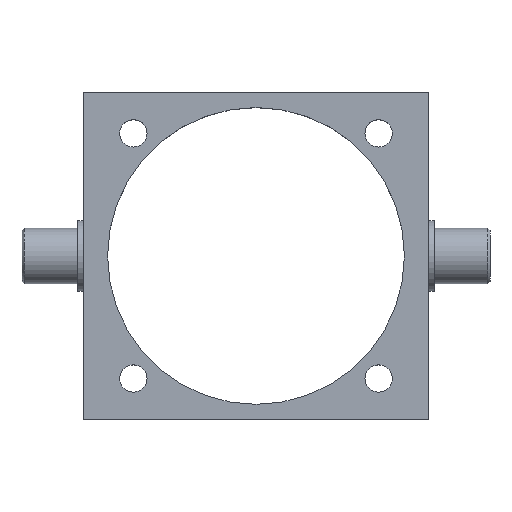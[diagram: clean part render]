
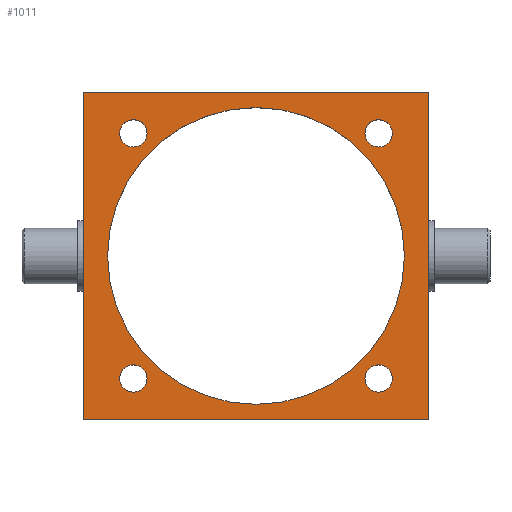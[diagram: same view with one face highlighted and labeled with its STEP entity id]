
A CAD part, top view. The second image highlights one B-rep face of the part: STEP entity #1011.
In plain terms, the highlighted planar face has unit normal (0, 0, 1).
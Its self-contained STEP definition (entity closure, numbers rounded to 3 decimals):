
#10 = AXIS2_PLACEMENT_3D ( 'NONE', #2025, #2034, #2035 ) ;
#16 = AXIS2_PLACEMENT_3D ( 'NONE', #1978, #2020, #2021 ) ;
#19 = AXIS2_PLACEMENT_3D ( 'NONE', #2019, #2026, #2027 ) ;
#38 = EDGE_LOOP ( 'NONE', ( #1314, #1458 ) ) ;
#40 = EDGE_LOOP ( 'NONE', ( #1466, #1460 ) ) ;
#45 = EDGE_LOOP ( 'NONE', ( #1424, #1428, #1412, #1429 ) ) ;
#60 = EDGE_LOOP ( 'NONE', ( #1394, #1461 ) ) ;
#125 = EDGE_LOOP ( 'NONE', ( #1346, #1348 ) ) ;
#175 = EDGE_LOOP ( 'NONE', ( #1437, #1427 ) ) ;
#294 = DIRECTION ( 'NONE',  ( 0., 0., -1. ) ) ;
#295 = CARTESIAN_POINT ( 'NONE',  ( -55., 55., 16. ) ) ;
#309 = CARTESIAN_POINT ( 'NONE',  ( -55., 55., 16. ) ) ;
#310 = DIRECTION ( 'NONE',  ( -1., 0., 0. ) ) ;
#313 = DIRECTION ( 'NONE',  ( 0., 0., -1. ) ) ;
#344 = VERTEX_POINT ( 'NONE', #858 ) ;
#348 = VERTEX_POINT ( 'NONE', #931 ) ;
#365 = VERTEX_POINT ( 'NONE', #925 ) ;
#449 = CARTESIAN_POINT ( 'NONE',  ( 77.5, 73.5, 16. ) ) ;
#451 = PLANE ( 'NONE',  #1112 ) ;
#452 = DIRECTION ( 'NONE',  ( 0., 0., -1. ) ) ;
#455 = DIRECTION ( 'NONE',  ( -1., 0., 0. ) ) ;
#465 = CARTESIAN_POINT ( 'NONE',  ( 77.5, -73.5, 16. ) ) ;
#468 = CARTESIAN_POINT ( 'NONE',  ( -55., -55., 16. ) ) ;
#483 = DIRECTION ( 'NONE',  ( 1., 0., 0. ) ) ;
#490 = DIRECTION ( 'NONE',  ( 0., 0., 1. ) ) ;
#492 = CARTESIAN_POINT ( 'NONE',  ( -77.5, -73.5, 16. ) ) ;
#542 = CARTESIAN_POINT ( 'NONE',  ( 55., 55., 16. ) ) ;
#564 = DIRECTION ( 'NONE',  ( 0., 1., 0. ) ) ;
#585 = CARTESIAN_POINT ( 'NONE',  ( -77.5, 73.5, 16. ) ) ;
#611 = CARTESIAN_POINT ( 'NONE',  ( -77.5, 73.5, 16. ) ) ;
#615 = DIRECTION ( 'NONE',  ( -1., 0., 0. ) ) ;
#627 = CARTESIAN_POINT ( 'NONE',  ( -77.5, -73.5, 16. ) ) ;
#637 = CARTESIAN_POINT ( 'NONE',  ( 77.5, -73.5, 16. ) ) ;
#652 = CARTESIAN_POINT ( 'NONE',  ( -61.125, -55., 16. ) ) ;
#653 = CARTESIAN_POINT ( 'NONE',  ( -48.875, -55., 16. ) ) ;
#658 = CARTESIAN_POINT ( 'NONE',  ( -61.125, 55., 16. ) ) ;
#663 = VERTEX_POINT ( 'NONE', #658 ) ;
#666 = CARTESIAN_POINT ( 'NONE',  ( 61.125, 55., 16. ) ) ;
#670 = CARTESIAN_POINT ( 'NONE',  ( 48.875, -55., 16. ) ) ;
#677 = CARTESIAN_POINT ( 'NONE',  ( 48.875, 55., 16. ) ) ;
#685 = DIRECTION ( 'NONE',  ( 0., 0., -1. ) ) ;
#686 = DIRECTION ( 'NONE',  ( -1., 0., 0. ) ) ;
#786 = CARTESIAN_POINT ( 'NONE',  ( 0., 0., 16. ) ) ;
#798 = VERTEX_POINT ( 'NONE', #666 ) ;
#802 = VERTEX_POINT ( 'NONE', #670 ) ;
#810 = VERTEX_POINT ( 'NONE', #653 ) ;
#812 = VERTEX_POINT ( 'NONE', #652 ) ;
#825 = VERTEX_POINT ( 'NONE', #637 ) ;
#826 = VERTEX_POINT ( 'NONE', #677 ) ;
#858 = CARTESIAN_POINT ( 'NONE',  ( -77.5, -73.5, 16. ) ) ;
#863 = VERTEX_POINT ( 'NONE', #952 ) ;
#874 = DIRECTION ( 'NONE',  ( 0., -1., 0. ) ) ;
#876 = CARTESIAN_POINT ( 'NONE',  ( 0., 0., 16. ) ) ;
#877 = DIRECTION ( 'NONE',  ( 0., 0., 1. ) ) ;
#878 = DIRECTION ( 'NONE',  ( 1., 0., 0. ) ) ;
#896 = VERTEX_POINT ( 'NONE', #585 ) ;
#907 = VERTEX_POINT ( 'NONE', #958 ) ;
#911 = VERTEX_POINT ( 'NONE', #954 ) ;
#925 = CARTESIAN_POINT ( 'NONE',  ( -66.6, 0., 16. ) ) ;
#931 = CARTESIAN_POINT ( 'NONE',  ( 77.5, 73.5, 16. ) ) ;
#952 = CARTESIAN_POINT ( 'NONE',  ( 66.6, 0., 16. ) ) ;
#954 = CARTESIAN_POINT ( 'NONE',  ( -48.875, 55., 16. ) ) ;
#958 = CARTESIAN_POINT ( 'NONE',  ( 61.125, -55., 16. ) ) ;
#980 = DIRECTION ( 'NONE',  ( 1., 0., 0. ) ) ;
#984 = DIRECTION ( 'NONE',  ( -1., 0., 0. ) ) ;
#1011 = ADVANCED_FACE ( 'NONE', ( #1498, #1623, #1650, #1626, #1488, #1634 ), #451, .F. ) ;
#1049 = EDGE_CURVE ( 'NONE', #825, #348, #1532, .T. ) ;
#1051 = EDGE_CURVE ( 'NONE', #365, #863, #2227, .T. ) ;
#1059 = EDGE_CURVE ( 'NONE', #348, #896, #2232, .T. ) ;
#1065 = EDGE_CURVE ( 'NONE', #911, #663, #2241, .T. ) ;
#1076 = EDGE_CURVE ( 'NONE', #663, #911, #2257, .T. ) ;
#1078 = EDGE_CURVE ( 'NONE', #344, #825, #2248, .T. ) ;
#1082 = AXIS2_PLACEMENT_3D ( 'NONE', #542, #1700, #1701 ) ;
#1097 = EDGE_CURVE ( 'NONE', #896, #344, #2262, .T. ) ;
#1098 = EDGE_CURVE ( 'NONE', #863, #365, #2265, .T. ) ;
#1112 = AXIS2_PLACEMENT_3D ( 'NONE', #449, #452, #455 ) ;
#1121 = EDGE_CURVE ( 'NONE', #810, #812, #2280, .T. ) ;
#1137 = EDGE_CURVE ( 'NONE', #798, #826, #2300, .T. ) ;
#1140 = EDGE_CURVE ( 'NONE', #907, #802, #2303, .T. ) ;
#1199 = EDGE_CURVE ( 'NONE', #812, #810, #2350, .T. ) ;
#1201 = EDGE_CURVE ( 'NONE', #802, #907, #2353, .T. ) ;
#1204 = EDGE_CURVE ( 'NONE', #826, #798, #2357, .T. ) ;
#1223 = AXIS2_PLACEMENT_3D ( 'NONE', #468, #685, #686 ) ;
#1227 = AXIS2_PLACEMENT_3D ( 'NONE', #876, #877, #878 ) ;
#1242 = AXIS2_PLACEMENT_3D ( 'NONE', #295, #313, #615 ) ;
#1247 = AXIS2_PLACEMENT_3D ( 'NONE', #1705, #1743, #1744 ) ;
#1259 = AXIS2_PLACEMENT_3D ( 'NONE', #309, #294, #310 ) ;
#1272 = AXIS2_PLACEMENT_3D ( 'NONE', #786, #490, #980 ) ;
#1314 = ORIENTED_EDGE ( 'NONE', *, *, #1201, .T. ) ;
#1346 = ORIENTED_EDGE ( 'NONE', *, *, #1199, .T. ) ;
#1348 = ORIENTED_EDGE ( 'NONE', *, *, #1121, .T. ) ;
#1394 = ORIENTED_EDGE ( 'NONE', *, *, #1204, .T. ) ;
#1412 = ORIENTED_EDGE ( 'NONE', *, *, #1097, .T. ) ;
#1424 = ORIENTED_EDGE ( 'NONE', *, *, #1049, .T. ) ;
#1427 = ORIENTED_EDGE ( 'NONE', *, *, #1065, .T. ) ;
#1428 = ORIENTED_EDGE ( 'NONE', *, *, #1059, .T. ) ;
#1429 = ORIENTED_EDGE ( 'NONE', *, *, #1078, .T. ) ;
#1437 = ORIENTED_EDGE ( 'NONE', *, *, #1076, .T. ) ;
#1458 = ORIENTED_EDGE ( 'NONE', *, *, #1140, .T. ) ;
#1460 = ORIENTED_EDGE ( 'NONE', *, *, #1098, .F. ) ;
#1461 = ORIENTED_EDGE ( 'NONE', *, *, #1137, .T. ) ;
#1466 = ORIENTED_EDGE ( 'NONE', *, *, #1051, .F. ) ;
#1488 = FACE_OUTER_BOUND ( 'NONE', #45, .T. ) ;
#1498 = FACE_BOUND ( 'NONE', #125, .T. ) ;
#1532 = LINE ( 'NONE', #465, #1579 ) ;
#1579 = VECTOR ( 'NONE', #564, 1000. ) ;
#1623 = FACE_BOUND ( 'NONE', #38, .T. ) ;
#1626 = FACE_BOUND ( 'NONE', #175, .T. ) ;
#1634 = FACE_BOUND ( 'NONE', #40, .T. ) ;
#1650 = FACE_BOUND ( 'NONE', #60, .T. ) ;
#1700 = DIRECTION ( 'NONE',  ( 0., 0., -1. ) ) ;
#1701 = DIRECTION ( 'NONE',  ( -1., 0., 0. ) ) ;
#1705 = CARTESIAN_POINT ( 'NONE',  ( 55., -55., 16. ) ) ;
#1743 = DIRECTION ( 'NONE',  ( 0., 0., -1. ) ) ;
#1744 = DIRECTION ( 'NONE',  ( -1., 0., 0. ) ) ;
#1978 = CARTESIAN_POINT ( 'NONE',  ( -55., -55., 16. ) ) ;
#2019 = CARTESIAN_POINT ( 'NONE',  ( 55., -55., 16. ) ) ;
#2020 = DIRECTION ( 'NONE',  ( 0., 0., -1. ) ) ;
#2021 = DIRECTION ( 'NONE',  ( -1., 0., 0. ) ) ;
#2025 = CARTESIAN_POINT ( 'NONE',  ( 55., 55., 16. ) ) ;
#2026 = DIRECTION ( 'NONE',  ( 0., 0., -1. ) ) ;
#2027 = DIRECTION ( 'NONE',  ( -1., 0., 0. ) ) ;
#2034 = DIRECTION ( 'NONE',  ( 0., 0., -1. ) ) ;
#2035 = DIRECTION ( 'NONE',  ( -1., 0., 0. ) ) ;
#2227 = CIRCLE ( 'NONE', #1272, 66.6 ) ;
#2230 = VECTOR ( 'NONE', #984, 1000. ) ;
#2232 = LINE ( 'NONE', #611, #2230 ) ;
#2241 = CIRCLE ( 'NONE', #1242, 6.125 ) ;
#2248 = LINE ( 'NONE', #627, #2251 ) ;
#2251 = VECTOR ( 'NONE', #483, 1000. ) ;
#2256 = VECTOR ( 'NONE', #874, 1000. ) ;
#2257 = CIRCLE ( 'NONE', #1259, 6.125 ) ;
#2262 = LINE ( 'NONE', #492, #2256 ) ;
#2265 = CIRCLE ( 'NONE', #1227, 66.6 ) ;
#2280 = CIRCLE ( 'NONE', #1223, 6.125 ) ;
#2300 = CIRCLE ( 'NONE', #1082, 6.125 ) ;
#2303 = CIRCLE ( 'NONE', #1247, 6.125 ) ;
#2350 = CIRCLE ( 'NONE', #16, 6.125 ) ;
#2353 = CIRCLE ( 'NONE', #19, 6.125 ) ;
#2357 = CIRCLE ( 'NONE', #10, 6.125 ) ;
